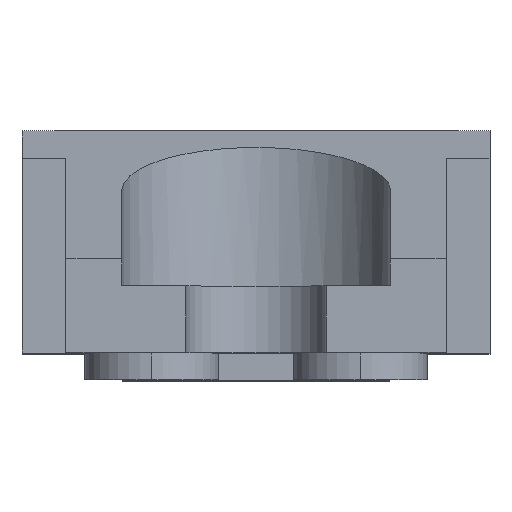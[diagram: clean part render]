
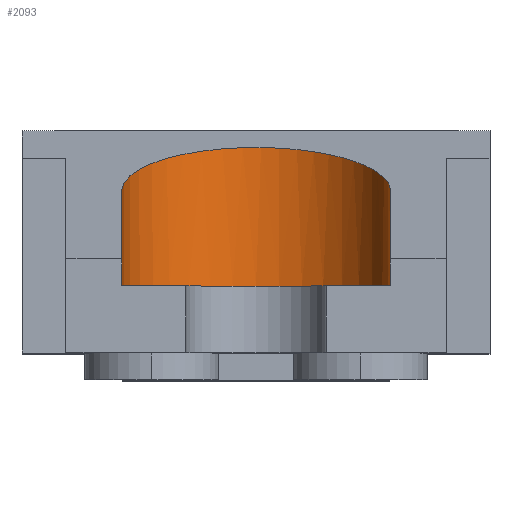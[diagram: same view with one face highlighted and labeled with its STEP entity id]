
A CAD part, top view. The second image highlights one B-rep face of the part: STEP entity #2093.
In plain terms, the highlighted cylindrical face has radius 5.025 mm (diameter 10.05 mm), a partial arc.
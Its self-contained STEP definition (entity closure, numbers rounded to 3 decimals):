
#134 = CARTESIAN_POINT ( 'NONE',  ( -5.025, 6.057, 13.23 ) ) ;
#227 = CARTESIAN_POINT ( 'NONE',  ( -5.025, 2.5, 13.23 ) ) ;
#541 = DIRECTION ( 'NONE',  ( 0., 0., 1. ) ) ;
#918 = CARTESIAN_POINT ( 'NONE',  ( 5.025, 9.317, 3.18 ) ) ;
#1520 = FACE_OUTER_BOUND ( 'NONE', #13789, .T. ) ;
#1898 = ORIENTED_EDGE ( 'NONE', *, *, #3186, .T. ) ;
#2052 = CARTESIAN_POINT ( 'NONE',  ( 5.025, 2.5, 13.23 ) ) ;
#2093 = ADVANCED_FACE ( 'NONE', ( #1520 ), #5895, .F. ) ;
#2581 = LINE ( 'NONE', #8720, #10147 ) ;
#3186 = EDGE_CURVE ( 'NONE', #8894, #13501, #4807, .T. ) ;
#3235 =( BOUNDED_CURVE ( )  B_SPLINE_CURVE ( 3, ( #134, #3297, #918, #13720 ),
 .UNSPECIFIED., .F., .T. ) 
 B_SPLINE_CURVE_WITH_KNOTS ( ( 4, 4 ),
 ( 4.712, 7.854 ),
 .UNSPECIFIED. ) 
 CURVE ( )  GEOMETRIC_REPRESENTATION_ITEM ( )  RATIONAL_B_SPLINE_CURVE ( ( 1., 0.333, 0.333, 1. ) ) 
 REPRESENTATION_ITEM ( '' )  );
#3297 = CARTESIAN_POINT ( 'NONE',  ( -5.025, 9.317, 3.18 ) ) ;
#3590 = ORIENTED_EDGE ( 'NONE', *, *, #6730, .F. ) ;
#4740 = DIRECTION ( 'NONE',  ( 0., 1., 0. ) ) ;
#4785 = ORIENTED_EDGE ( 'NONE', *, *, #6440, .F. ) ;
#4807 = LINE ( 'NONE', #9023, #7196 ) ;
#5895 = CYLINDRICAL_SURFACE ( 'NONE', #8162, 5.025 ) ;
#6440 = EDGE_CURVE ( 'NONE', #8477, #12630, #2581, .T. ) ;
#6730 = EDGE_CURVE ( 'NONE', #12630, #13501, #3235, .T. ) ;
#7196 = VECTOR ( 'NONE', #13284, 1000. ) ;
#7674 = DIRECTION ( 'NONE',  ( 0., -1., 0. ) ) ;
#7746 = DIRECTION ( 'NONE',  ( 0., 0., 1. ) ) ;
#7953 = CARTESIAN_POINT ( 'NONE',  ( 0., 2.5, 13.23 ) ) ;
#8162 = AXIS2_PLACEMENT_3D ( 'NONE', #10166, #4740, #541 ) ;
#8477 = VERTEX_POINT ( 'NONE', #227 ) ;
#8720 = CARTESIAN_POINT ( 'NONE',  ( -5.025, -13.853, 13.23 ) ) ;
#8862 = DIRECTION ( 'NONE',  ( 0., 1., 0. ) ) ;
#8894 = VERTEX_POINT ( 'NONE', #2052 ) ;
#9023 = CARTESIAN_POINT ( 'NONE',  ( 5.025, -13.853, 13.23 ) ) ;
#9188 = CARTESIAN_POINT ( 'NONE',  ( -5.025, 6.057, 13.23 ) ) ;
#9239 = EDGE_CURVE ( 'NONE', #8477, #8894, #13274, .T. ) ;
#10147 = VECTOR ( 'NONE', #8862, 1000. ) ;
#10166 = CARTESIAN_POINT ( 'NONE',  ( 0., -13.853, 13.23 ) ) ;
#12628 = AXIS2_PLACEMENT_3D ( 'NONE', #7953, #7674, #7746 ) ;
#12630 = VERTEX_POINT ( 'NONE', #9188 ) ;
#13274 = CIRCLE ( 'NONE', #12628, 5.025 ) ;
#13284 = DIRECTION ( 'NONE',  ( 0., 1., 0. ) ) ;
#13460 = ORIENTED_EDGE ( 'NONE', *, *, #9239, .T. ) ;
#13501 = VERTEX_POINT ( 'NONE', #13586 ) ;
#13586 = CARTESIAN_POINT ( 'NONE',  ( 5.025, 6.057, 13.23 ) ) ;
#13720 = CARTESIAN_POINT ( 'NONE',  ( 5.025, 6.057, 13.23 ) ) ;
#13789 = EDGE_LOOP ( 'NONE', ( #3590, #4785, #13460, #1898 ) ) ;
